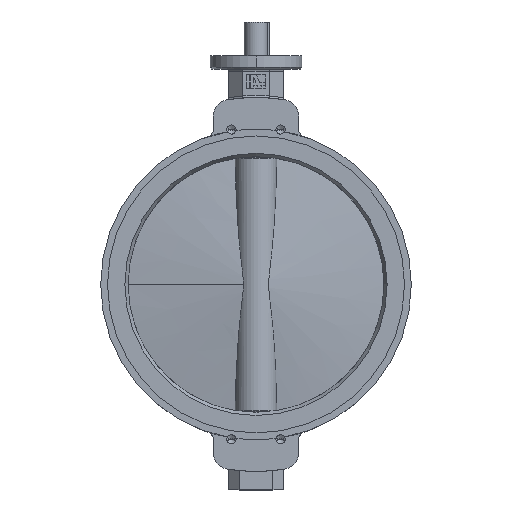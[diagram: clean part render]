
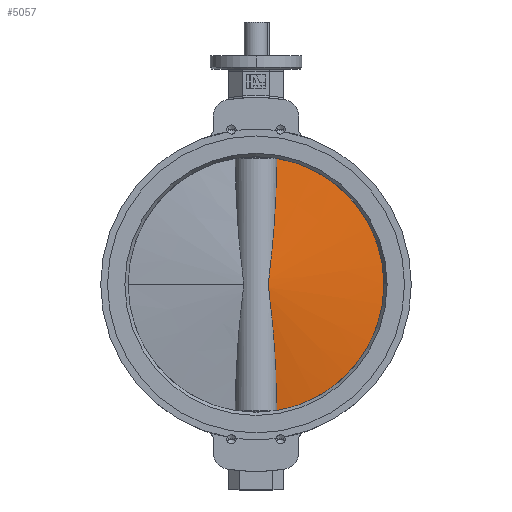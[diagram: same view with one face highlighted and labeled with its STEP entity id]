
A CAD part, top view. The second image highlights one B-rep face of the part: STEP entity #5057.
In plain terms, the highlighted conical face has half-angle 82.802 degrees and reference radius 245.467 mm.
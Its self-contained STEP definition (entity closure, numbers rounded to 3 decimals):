
#68 = DIRECTION ( 'NONE',  ( 0., 0., -1. ) ) ;
#70 = CARTESIAN_POINT ( 'NONE',  ( -4., 0., 0. ) ) ;
#71 = DIRECTION ( 'NONE',  ( 1., 0., 0. ) ) ;
#590 = FACE_OUTER_BOUND ( 'NONE', #4669, .T. ) ;
#593 = CONICAL_SURFACE ( 'NONE', #1030, 245.467, 1.445 ) ;
#1030 = AXIS2_PLACEMENT_3D ( 'NONE', #70, #71, #68 ) ;
#1314 = B_SPLINE_CURVE_WITH_KNOTS ( 'NONE', 3,
 ( #6145, #6174, #6178, #6179, #6180, #6181, #6182, #6183, #6184, #6185, #6186, #6187, #6188, #6189, #6190, #6191, #6192, #6193, #6194, #6195, #6196, #6197, #6198, #6199, #6200, #6201, #6202, #6203, #6204, #6205, #6206, #6207, #6208, #6209, #6210, #6211, #6212, #6213, #6214, #6215, #6216, #6217, #6218, #6219 ),
 .UNSPECIFIED., .F., .F.,
 ( 4, 2, 2, 2, 2, 2, 2, 2, 2, 2, 2, 2, 2, 2, 2, 2, 2, 2, 2, 2, 2, 4 ),
 ( -0.218, -0.188, -0.158, -0.097, -0.067, -0.037, -0.022, -0.007, 0.001, 0.009, 0.016, 0.024, 0.031, 0.039, 0.046, 0.054, 0.069, 0.084, 0.114, 0.145, 0.205, 0.266 ),
 .UNSPECIFIED. ) ;
#1433 = EDGE_CURVE ( 'NONE', #4057, #4006, #1314, .T. ) ;
#1437 = EDGE_CURVE ( 'NONE', #4047, #4006, #2020, .T. ) ;
#1505 = EDGE_CURVE ( 'NONE', #4057, #4047, #2118, .T. ) ;
#1720 = CARTESIAN_POINT ( 'NONE',  ( -4.109, 0., 0. ) ) ;
#1721 = DIRECTION ( 'NONE',  ( -1., 0., 0. ) ) ;
#1722 = DIRECTION ( 'NONE',  ( 0., 0., 1. ) ) ;
#2020 = CIRCLE ( 'NONE', #3855, 244.605 ) ;
#2118 = CIRCLE ( 'NONE', #5405, 244.605 ) ;
#2548 = CARTESIAN_POINT ( 'NONE',  ( -4.109, 241.348, 39.788 ) ) ;
#2573 = CARTESIAN_POINT ( 'NONE',  ( -4.109, 0., 244.605 ) ) ;
#2597 = CARTESIAN_POINT ( 'NONE',  ( -4.109, -241.348, 39.788 ) ) ;
#3855 = AXIS2_PLACEMENT_3D ( 'NONE', #6232, #6233, #6234 ) ;
#4006 = VERTEX_POINT ( 'NONE', #2548 ) ;
#4047 = VERTEX_POINT ( 'NONE', #2573 ) ;
#4057 = VERTEX_POINT ( 'NONE', #2597 ) ;
#4485 = ORIENTED_EDGE ( 'NONE', *, *, #1437, .T. ) ;
#4486 = ORIENTED_EDGE ( 'NONE', *, *, #1505, .T. ) ;
#4487 = ORIENTED_EDGE ( 'NONE', *, *, #1433, .F. ) ;
#4669 = EDGE_LOOP ( 'NONE', ( #4487, #4486, #4485 ) ) ;
#5057 = ADVANCED_FACE ( 'NONE', ( #590 ), #593, .T. ) ;
#5405 = AXIS2_PLACEMENT_3D ( 'NONE', #1720, #1721, #1722 ) ;
#6145 = CARTESIAN_POINT ( 'NONE',  ( -4.109, -241.348, 39.788 ) ) ;
#6174 = CARTESIAN_POINT ( 'NONE',  ( -5.364, -231.296, 39.659 ) ) ;
#6178 = CARTESIAN_POINT ( 'NONE',  ( -6.619, -221.245, 39.469 ) ) ;
#6179 = CARTESIAN_POINT ( 'NONE',  ( -9.126, -201.145, 38.966 ) ) ;
#6180 = CARTESIAN_POINT ( 'NONE',  ( -10.379, -191.096, 38.652 ) ) ;
#6181 = CARTESIAN_POINT ( 'NONE',  ( -14.132, -160.957, 37.512 ) ) ;
#6182 = CARTESIAN_POINT ( 'NONE',  ( -16.629, -140.885, 36.489 ) ) ;
#6183 = CARTESIAN_POINT ( 'NONE',  ( -20.347, -110.811, 34.467 ) ) ;
#6184 = CARTESIAN_POINT ( 'NONE',  ( -21.582, -100.792, 33.711 ) ) ;
#6185 = CARTESIAN_POINT ( 'NONE',  ( -24.033, -80.766, 32.01 ) ) ;
#6186 = CARTESIAN_POINT ( 'NONE',  ( -25.25, -70.76, 31.063 ) ) ;
#6187 = CARTESIAN_POINT ( 'NONE',  ( -27.037, -55.758, 29.489 ) ) ;
#6188 = CARTESIAN_POINT ( 'NONE',  ( -27.626, -50.759, 28.939 ) ) ;
#6189 = CARTESIAN_POINT ( 'NONE',  ( -28.775, -40.759, 27.796 ) ) ;
#6190 = CARTESIAN_POINT ( 'NONE',  ( -29.337, -35.76, 27.202 ) ) ;
#6191 = CARTESIAN_POINT ( 'NONE',  ( -30.127, -28.254, 26.316 ) ) ;
#6192 = CARTESIAN_POINT ( 'NONE',  ( -30.381, -25.751, 26.021 ) ) ;
#6193 = CARTESIAN_POINT ( 'NONE',  ( -30.859, -20.74, 25.453 ) ) ;
#6194 = CARTESIAN_POINT ( 'NONE',  ( -31.082, -18.234, 25.18 ) ) ;
#6195 = CARTESIAN_POINT ( 'NONE',  ( -31.472, -13.218, 24.69 ) ) ;
#6196 = CARTESIAN_POINT ( 'NONE',  ( -31.639, -10.708, 24.475 ) ) ;
#6197 = CARTESIAN_POINT ( 'NONE',  ( -31.879, -5.681, 24.161 ) ) ;
#6198 = CARTESIAN_POINT ( 'NONE',  ( -31.951, -3.164, 24.065 ) ) ;
#6199 = CARTESIAN_POINT ( 'NONE',  ( -31.972, 1.879, 24.038 ) ) ;
#6200 = CARTESIAN_POINT ( 'NONE',  ( -31.92, 4.406, 24.107 ) ) ;
#6201 = CARTESIAN_POINT ( 'NONE',  ( -31.711, 9.467, 24.381 ) ) ;
#6202 = CARTESIAN_POINT ( 'NONE',  ( -31.555, 12.005, 24.584 ) ) ;
#6203 = CARTESIAN_POINT ( 'NONE',  ( -31.18, 17.062, 25.057 ) ) ;
#6204 = CARTESIAN_POINT ( 'NONE',  ( -30.963, 19.584, 25.327 ) ) ;
#6205 = CARTESIAN_POINT ( 'NONE',  ( -30.493, 24.623, 25.89 ) ) ;
#6206 = CARTESIAN_POINT ( 'NONE',  ( -30.241, 27.139, 26.185 ) ) ;
#6207 = CARTESIAN_POINT ( 'NONE',  ( -29.456, 34.683, 27.074 ) ) ;
#6208 = CARTESIAN_POINT ( 'NONE',  ( -28.894, 39.707, 27.673 ) ) ;
#6209 = CARTESIAN_POINT ( 'NONE',  ( -27.743, 49.756, 28.827 ) ) ;
#6210 = CARTESIAN_POINT ( 'NONE',  ( -27.153, 54.781, 29.383 ) ) ;
#6211 = CARTESIAN_POINT ( 'NONE',  ( -25.36, 69.859, 30.975 ) ) ;
#6212 = CARTESIAN_POINT ( 'NONE',  ( -24.136, 79.918, 31.933 ) ) ;
#6213 = CARTESIAN_POINT ( 'NONE',  ( -21.673, 100.05, 33.653 ) ) ;
#6214 = CARTESIAN_POINT ( 'NONE',  ( -20.432, 110.123, 34.417 ) ) ;
#6215 = CARTESIAN_POINT ( 'NONE',  ( -16.694, 140.363, 36.461 ) ) ;
#6216 = CARTESIAN_POINT ( 'NONE',  ( -14.183, 160.555, 37.494 ) ) ;
#6217 = CARTESIAN_POINT ( 'NONE',  ( -9.153, 200.942, 39.027 ) ) ;
#6218 = CARTESIAN_POINT ( 'NONE',  ( -6.632, 221.142, 39.528 ) ) ;
#6219 = CARTESIAN_POINT ( 'NONE',  ( -4.109, 241.348, 39.788 ) ) ;
#6232 = CARTESIAN_POINT ( 'NONE',  ( -4.109, 0., 0. ) ) ;
#6233 = DIRECTION ( 'NONE',  ( -1., 0., 0. ) ) ;
#6234 = DIRECTION ( 'NONE',  ( 0., 0., 1. ) ) ;
